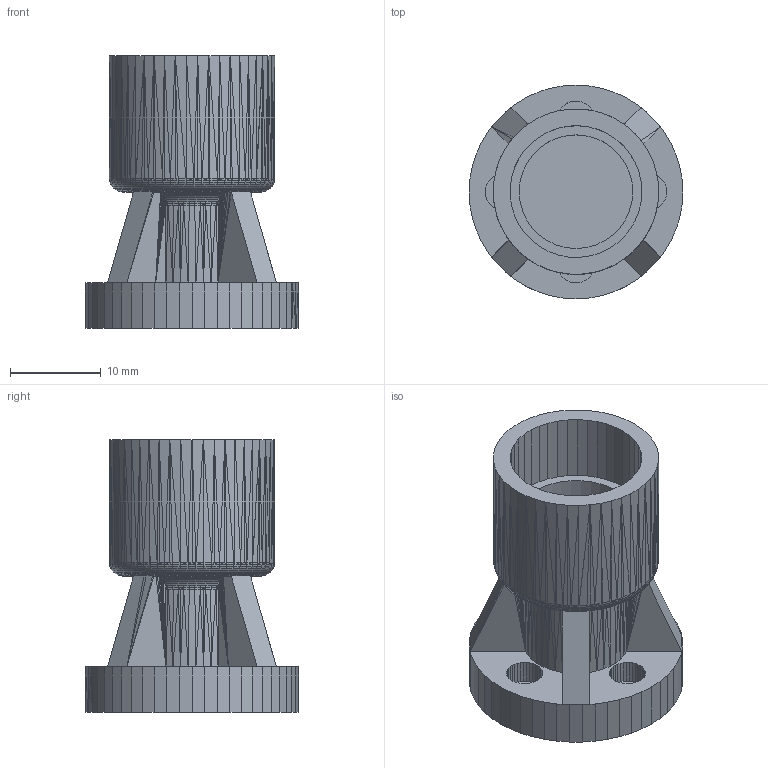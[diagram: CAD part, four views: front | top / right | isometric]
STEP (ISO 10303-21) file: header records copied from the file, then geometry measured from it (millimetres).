
FILE_DESCRIPTION (( 'STEP AP203' ), '1' );
FILE_NAME ('S4_FinalGripper.STEP', '2024-06-13T15:09:52', ( '' ), ( '' ), 'SwSTEP 2.0', 'SolidWorks 2024', '' );
FILE_SCHEMA (( 'CONFIG_CONTROL_DESIGN' ));
Length unit declared in the file: millimetre
Products named in the file (1): S4_FinalGripper
Bounding box: 23.5 x 23.5 x 30 mm (x, y, z)
Volume: 5381.9 mm3; surface area: 3747.8 mm2
Topology: 1 solids, 1 shells, 2247 faces, 4649 edges, 2413 vertices
Faces by surface type: plane 2245, cylinder 2
Entity records: 55468 total; most frequent: CARTESIAN_POINT 9310, ORIENTED_EDGE 9298, DIRECTION 9149, EDGE_CURVE 4649, LINE 4645, VECTOR 4645, VERTEX_POINT 2413, EDGE_LOOP 2264
